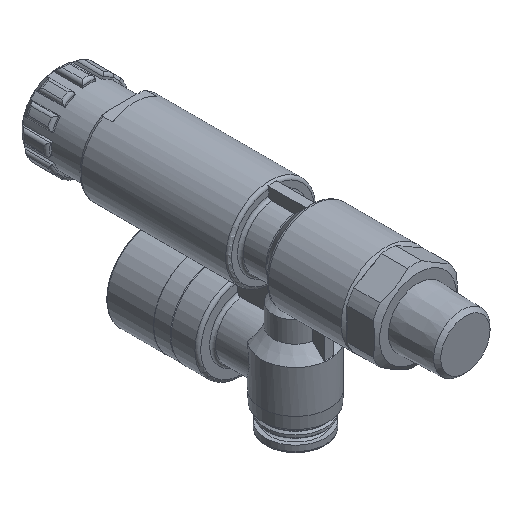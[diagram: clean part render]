
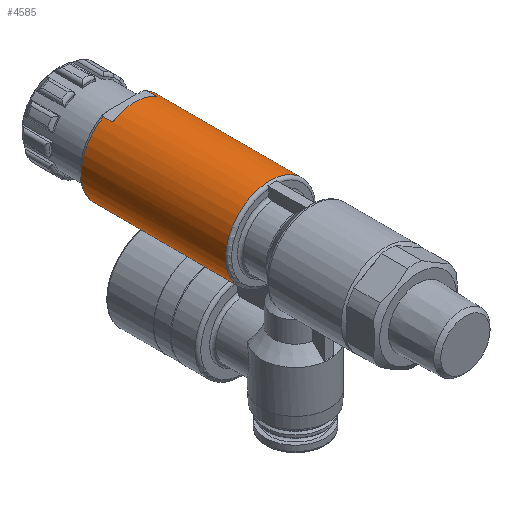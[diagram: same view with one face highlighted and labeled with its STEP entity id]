
A CAD part, isometric view. The second image highlights one B-rep face of the part: STEP entity #4585.
In plain terms, the highlighted cylindrical face has radius 7.5 mm (diameter 15 mm), a full revolution.
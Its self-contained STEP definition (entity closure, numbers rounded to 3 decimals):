
#330=LINE('',#6040,#496);
#331=LINE('',#6044,#497);
#332=LINE('',#6048,#498);
#333=LINE('',#6052,#499);
#334=LINE('',#6053,#500);
#335=LINE('',#6058,#501);
#496=VECTOR('',#5153,1000.);
#497=VECTOR('',#5156,1000.);
#498=VECTOR('',#5159,1000.);
#499=VECTOR('',#5162,1000.);
#500=VECTOR('',#5163,1000.);
#501=VECTOR('',#5166,1000.);
#662=ORIENTED_EDGE('',*,*,#1668,.F.);
#663=ORIENTED_EDGE('',*,*,#1669,.F.);
#664=ORIENTED_EDGE('',*,*,#1670,.F.);
#665=ORIENTED_EDGE('',*,*,#1671,.F.);
#666=ORIENTED_EDGE('',*,*,#1672,.F.);
#667=ORIENTED_EDGE('',*,*,#1673,.F.);
#668=ORIENTED_EDGE('',*,*,#1674,.F.);
#669=ORIENTED_EDGE('',*,*,#1675,.F.);
#670=ORIENTED_EDGE('',*,*,#1676,.F.);
#671=ORIENTED_EDGE('',*,*,#1677,.T.);
#672=ORIENTED_EDGE('',*,*,#1678,.T.);
#673=ORIENTED_EDGE('',*,*,#1679,.F.);
#1668=EDGE_CURVE('',#2171,#2172,#2514,.T.);
#1669=EDGE_CURVE('',#2173,#2171,#330,.F.);
#1670=EDGE_CURVE('',#2174,#2173,#2515,.T.);
#1671=EDGE_CURVE('',#2175,#2174,#331,.T.);
#1672=EDGE_CURVE('',#2176,#2175,#2516,.T.);
#1673=EDGE_CURVE('',#2177,#2176,#332,.F.);
#1674=EDGE_CURVE('',#2178,#2177,#2517,.T.);
#1675=EDGE_CURVE('',#2172,#2178,#333,.T.);
#1676=EDGE_CURVE('',#2179,#2180,#334,.T.);
#1677=EDGE_CURVE('',#2179,#2181,#2518,.T.);
#1678=EDGE_CURVE('',#2181,#2182,#335,.T.);
#1679=EDGE_CURVE('',#2180,#2182,#2519,.T.);
#2171=VERTEX_POINT('',#6038);
#2172=VERTEX_POINT('',#6039);
#2173=VERTEX_POINT('',#6041);
#2174=VERTEX_POINT('',#6043);
#2175=VERTEX_POINT('',#6045);
#2176=VERTEX_POINT('',#6047);
#2177=VERTEX_POINT('',#6049);
#2178=VERTEX_POINT('',#6051);
#2179=VERTEX_POINT('',#6054);
#2180=VERTEX_POINT('',#6055);
#2181=VERTEX_POINT('',#6057);
#2182=VERTEX_POINT('',#6059);
#2514=CIRCLE('',#4788,7.5);
#2515=CIRCLE('',#4789,7.5);
#2516=CIRCLE('',#4790,7.5);
#2517=CIRCLE('',#4791,7.5);
#2518=CIRCLE('',#4792,7.5);
#2519=CIRCLE('',#4793,7.5);
#2677=EDGE_LOOP('',(#662,#663,#664,#665,#666,#667,#668,#669));
#2678=EDGE_LOOP('',(#670,#671,#672,#673));
#2909=FACE_BOUND('',#2677,.T.);
#2910=FACE_BOUND('',#2678,.T.);
#3141=CYLINDRICAL_SURFACE('',#4787,7.5);
#4585=ADVANCED_FACE('',(#2909,#2910),#3141,.T.);
#4787=AXIS2_PLACEMENT_3D('',#6036,#5149,#5150);
#4788=AXIS2_PLACEMENT_3D('',#6037,#5151,#5152);
#4789=AXIS2_PLACEMENT_3D('',#6042,#5154,#5155);
#4790=AXIS2_PLACEMENT_3D('',#6046,#5157,#5158);
#4791=AXIS2_PLACEMENT_3D('',#6050,#5160,#5161);
#4792=AXIS2_PLACEMENT_3D('',#6056,#5164,#5165);
#4793=AXIS2_PLACEMENT_3D('',#6060,#5167,#5168);
#5149=DIRECTION('',(0.,1.,0.));
#5150=DIRECTION('',(0.,0.,1.));
#5151=DIRECTION('',(0.,1.,0.));
#5152=DIRECTION('',(0.,0.,1.));
#5153=DIRECTION('',(0.,1.,0.));
#5154=DIRECTION('',(0.,1.,0.));
#5155=DIRECTION('',(0.,0.,1.));
#5156=DIRECTION('',(0.,1.,0.));
#5157=DIRECTION('',(0.,1.,0.));
#5158=DIRECTION('',(0.,0.,1.));
#5159=DIRECTION('',(0.,1.,0.));
#5160=DIRECTION('',(0.,1.,0.));
#5161=DIRECTION('',(0.,0.,1.));
#5162=DIRECTION('',(0.,1.,0.));
#5163=DIRECTION('',(0.,1.,0.));
#5164=DIRECTION('',(0.,1.,0.));
#5165=DIRECTION('',(0.,0.,1.));
#5166=DIRECTION('',(0.,1.,0.));
#5167=DIRECTION('',(0.,-1.,0.));
#5168=DIRECTION('',(0.,0.,-1.));
#6036=CARTESIAN_POINT('',(0.,60.9,0.));
#6037=CARTESIAN_POINT('',(0.,47.9,0.));
#6038=CARTESIAN_POINT('',(-3.742,47.9,6.5));
#6039=CARTESIAN_POINT('',(3.742,47.9,6.5));
#6040=CARTESIAN_POINT('',(-3.742,60.9,6.5));
#6041=CARTESIAN_POINT('',(-3.742,49.4,6.5));
#6042=CARTESIAN_POINT('',(0.,49.4,0.));
#6043=CARTESIAN_POINT('',(-3.742,49.4,-6.5));
#6044=CARTESIAN_POINT('',(-3.742,60.9,-6.5));
#6045=CARTESIAN_POINT('',(-3.742,47.9,-6.5));
#6046=CARTESIAN_POINT('',(0.,47.9,0.));
#6047=CARTESIAN_POINT('',(3.742,47.9,-6.5));
#6048=CARTESIAN_POINT('',(3.742,60.9,-6.5));
#6049=CARTESIAN_POINT('',(3.742,49.4,-6.5));
#6050=CARTESIAN_POINT('',(0.,49.4,0.));
#6051=CARTESIAN_POINT('',(3.742,49.4,6.5));
#6052=CARTESIAN_POINT('',(3.742,60.9,6.5));
#6053=CARTESIAN_POINT('',(-0.75,60.9,-7.462));
#6054=CARTESIAN_POINT('',(-0.75,25.,-7.462));
#6055=CARTESIAN_POINT('',(-0.75,29.7,-7.462));
#6056=CARTESIAN_POINT('',(0.,25.,0.));
#6057=CARTESIAN_POINT('',(0.75,25.,-7.462));
#6058=CARTESIAN_POINT('',(0.75,60.9,-7.462));
#6059=CARTESIAN_POINT('',(0.75,29.7,-7.462));
#6060=CARTESIAN_POINT('',(0.,29.7,0.));
